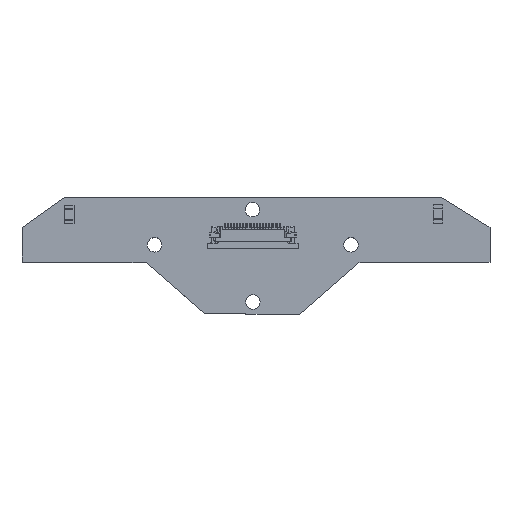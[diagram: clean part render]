
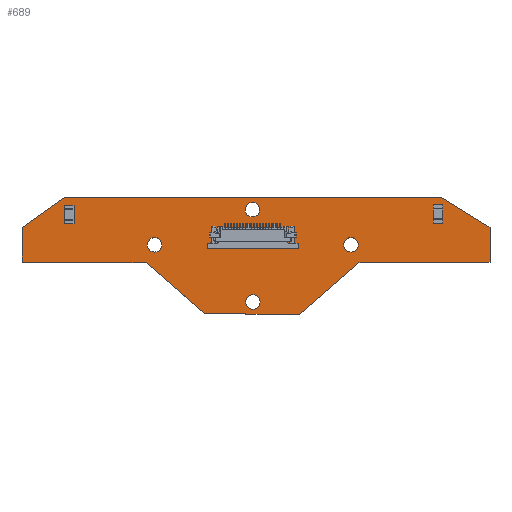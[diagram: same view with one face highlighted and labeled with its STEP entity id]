
A CAD part, top view. The second image highlights one B-rep face of the part: STEP entity #689.
In plain terms, the highlighted planar face has unit normal (0, 0, 1).
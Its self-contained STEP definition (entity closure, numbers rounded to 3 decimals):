
#160 = VERTEX_POINT('',#161);
#161 = CARTESIAN_POINT('',(0.,0.,1.591));
#167 = EDGE_CURVE('',#160,#168,#170,.T.);
#168 = VERTEX_POINT('',#169);
#169 = CARTESIAN_POINT('',(12.,0.,1.591));
#170 = LINE('',#171,#172);
#171 = CARTESIAN_POINT('',(0.,0.,1.591));
#172 = VECTOR('',#173,1.);
#173 = DIRECTION('',(1.,0.,0.));
#198 = EDGE_CURVE('',#168,#199,#201,.T.);
#199 = VERTEX_POINT('',#200);
#200 = CARTESIAN_POINT('',(21.5,-0.1,1.591));
#201 = LINE('',#202,#203);
#202 = CARTESIAN_POINT('',(12.,0.,1.591));
#203 = VECTOR('',#204,1.);
#204 = DIRECTION('',(1.,-0.011,0.));
#229 = EDGE_CURVE('',#199,#230,#232,.T.);
#230 = VERTEX_POINT('',#231);
#231 = CARTESIAN_POINT('',(31.604,-8.9,1.591));
#232 = LINE('',#233,#234);
#233 = CARTESIAN_POINT('',(21.5,-0.1,1.591));
#234 = VECTOR('',#235,1.);
#235 = DIRECTION('',(0.754,-0.657,0.));
#260 = EDGE_CURVE('',#230,#261,#263,.T.);
#261 = VERTEX_POINT('',#262);
#262 = CARTESIAN_POINT('',(48.,-9.086,1.591));
#263 = LINE('',#264,#265);
#264 = CARTESIAN_POINT('',(31.604,-8.9,1.591));
#265 = VECTOR('',#266,1.);
#266 = DIRECTION('',(1.,-0.011,0.));
#291 = EDGE_CURVE('',#261,#292,#294,.T.);
#292 = VERTEX_POINT('',#293);
#293 = CARTESIAN_POINT('',(58.5,0.,1.591));
#294 = LINE('',#295,#296);
#295 = CARTESIAN_POINT('',(48.,-9.086,1.591));
#296 = VECTOR('',#297,1.);
#297 = DIRECTION('',(0.756,0.654,0.));
#322 = EDGE_CURVE('',#292,#323,#325,.T.);
#323 = VERTEX_POINT('',#324);
#324 = CARTESIAN_POINT('',(68.449,0.,1.591));
#325 = LINE('',#326,#327);
#326 = CARTESIAN_POINT('',(58.5,0.,1.591));
#327 = VECTOR('',#328,1.);
#328 = DIRECTION('',(1.,0.,0.));
#353 = EDGE_CURVE('',#323,#354,#356,.T.);
#354 = VERTEX_POINT('',#355);
#355 = CARTESIAN_POINT('',(81.,-0.002,1.591));
#356 = LINE('',#357,#358);
#357 = CARTESIAN_POINT('',(68.449,0.,1.591));
#358 = VECTOR('',#359,1.);
#359 = DIRECTION('',(1.,0.,0.));
#384 = EDGE_CURVE('',#354,#385,#387,.T.);
#385 = VERTEX_POINT('',#386);
#386 = CARTESIAN_POINT('',(81.,6.,1.591));
#387 = LINE('',#388,#389);
#388 = CARTESIAN_POINT('',(81.,-0.002,1.591));
#389 = VECTOR('',#390,1.);
#390 = DIRECTION('',(0.,1.,0.));
#415 = EDGE_CURVE('',#385,#416,#418,.T.);
#416 = VERTEX_POINT('',#417);
#417 = CARTESIAN_POINT('',(72.65,11.2,1.591));
#418 = LINE('',#419,#420);
#419 = CARTESIAN_POINT('',(81.,6.,1.591));
#420 = VECTOR('',#421,1.);
#421 = DIRECTION('',(-0.849,0.529,0.));
#446 = EDGE_CURVE('',#416,#447,#449,.T.);
#447 = VERTEX_POINT('',#448);
#448 = CARTESIAN_POINT('',(7.3,11.2,1.591));
#449 = LINE('',#450,#451);
#450 = CARTESIAN_POINT('',(72.65,11.2,1.591));
#451 = VECTOR('',#452,1.);
#452 = DIRECTION('',(-1.,0.,0.));
#477 = EDGE_CURVE('',#447,#478,#480,.T.);
#478 = VERTEX_POINT('',#479);
#479 = CARTESIAN_POINT('',(0.,6.,1.591));
#480 = LINE('',#481,#482);
#481 = CARTESIAN_POINT('',(7.3,11.2,1.591));
#482 = VECTOR('',#483,1.);
#483 = DIRECTION('',(-0.814,-0.58,0.));
#508 = EDGE_CURVE('',#478,#160,#509,.T.);
#509 = LINE('',#510,#511);
#510 = CARTESIAN_POINT('',(0.,6.,1.591));
#511 = VECTOR('',#512,1.);
#512 = DIRECTION('',(0.,-1.,0.));
#532 = VERTEX_POINT('',#533);
#533 = CARTESIAN_POINT('',(24.194,2.997,1.591));
#539 = EDGE_CURVE('',#532,#532,#540,.T.);
#540 = CIRCLE('',#541,1.25);
#541 = AXIS2_PLACEMENT_3D('',#542,#543,#544);
#542 = CARTESIAN_POINT('',(22.944,2.997,1.591));
#543 = DIRECTION('',(0.,0.,1.));
#544 = DIRECTION('',(1.,0.,0.));
#565 = VERTEX_POINT('',#566);
#566 = CARTESIAN_POINT('',(41.139,9.066,1.591));
#572 = EDGE_CURVE('',#565,#565,#573,.T.);
#573 = CIRCLE('',#574,1.25);
#574 = AXIS2_PLACEMENT_3D('',#575,#576,#577);
#575 = CARTESIAN_POINT('',(39.889,9.066,1.591));
#576 = DIRECTION('',(0.,0.,1.));
#577 = DIRECTION('',(1.,0.,0.));
#598 = VERTEX_POINT('',#599);
#599 = CARTESIAN_POINT('',(41.194,-6.903,1.591));
#605 = EDGE_CURVE('',#598,#598,#606,.T.);
#606 = CIRCLE('',#607,1.25);
#607 = AXIS2_PLACEMENT_3D('',#608,#609,#610);
#608 = CARTESIAN_POINT('',(39.944,-6.903,1.591));
#609 = DIRECTION('',(0.,0.,1.));
#610 = DIRECTION('',(1.,0.,0.));
#631 = VERTEX_POINT('',#632);
#632 = CARTESIAN_POINT('',(58.194,2.997,1.591));
#638 = EDGE_CURVE('',#631,#631,#639,.T.);
#639 = CIRCLE('',#640,1.25);
#640 = AXIS2_PLACEMENT_3D('',#641,#642,#643);
#641 = CARTESIAN_POINT('',(56.944,2.997,1.591));
#642 = DIRECTION('',(0.,0.,1.));
#643 = DIRECTION('',(1.,0.,0.));
#689 = ADVANCED_FACE('',(#690,#704,#707,#710,#713),#716,.T.);
#690 = FACE_BOUND('',#691,.T.);
#691 = EDGE_LOOP('',(#692,#693,#694,#695,#696,#697,#698,#699,#700,#701,
    #702,#703));
#692 = ORIENTED_EDGE('',*,*,#167,.T.);
#693 = ORIENTED_EDGE('',*,*,#198,.T.);
#694 = ORIENTED_EDGE('',*,*,#229,.T.);
#695 = ORIENTED_EDGE('',*,*,#260,.T.);
#696 = ORIENTED_EDGE('',*,*,#291,.T.);
#697 = ORIENTED_EDGE('',*,*,#322,.T.);
#698 = ORIENTED_EDGE('',*,*,#353,.T.);
#699 = ORIENTED_EDGE('',*,*,#384,.T.);
#700 = ORIENTED_EDGE('',*,*,#415,.T.);
#701 = ORIENTED_EDGE('',*,*,#446,.T.);
#702 = ORIENTED_EDGE('',*,*,#477,.T.);
#703 = ORIENTED_EDGE('',*,*,#508,.T.);
#704 = FACE_BOUND('',#705,.T.);
#705 = EDGE_LOOP('',(#706));
#706 = ORIENTED_EDGE('',*,*,#539,.F.);
#707 = FACE_BOUND('',#708,.T.);
#708 = EDGE_LOOP('',(#709));
#709 = ORIENTED_EDGE('',*,*,#572,.F.);
#710 = FACE_BOUND('',#711,.T.);
#711 = EDGE_LOOP('',(#712));
#712 = ORIENTED_EDGE('',*,*,#605,.F.);
#713 = FACE_BOUND('',#714,.T.);
#714 = EDGE_LOOP('',(#715));
#715 = ORIENTED_EDGE('',*,*,#638,.F.);
#716 = PLANE('',#717);
#717 = AXIS2_PLACEMENT_3D('',#718,#719,#720);
#718 = CARTESIAN_POINT('',(0.,0.,1.591));
#719 = DIRECTION('',(0.,0.,1.));
#720 = DIRECTION('',(1.,0.,0.));
